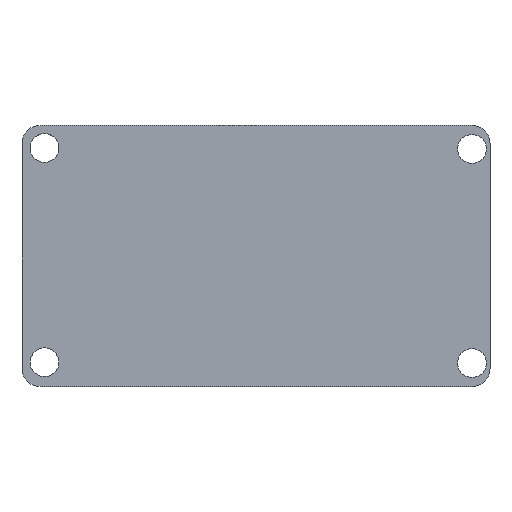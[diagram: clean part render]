
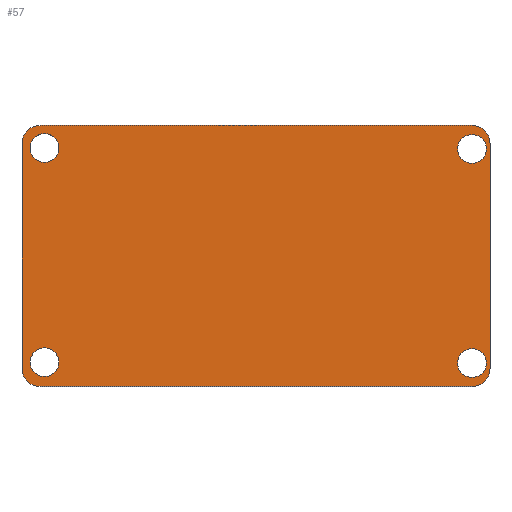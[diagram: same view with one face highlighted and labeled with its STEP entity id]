
A CAD part, top view. The second image highlights one B-rep face of the part: STEP entity #57.
In plain terms, the highlighted planar face has unit normal (0, 0, 1).
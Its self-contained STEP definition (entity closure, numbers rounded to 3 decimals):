
#21 = EDGE_CURVE('',#22,#24,#26,.T.);
#22 = VERTEX_POINT('',#23);
#23 = CARTESIAN_POINT('',(-6.5,-12.5,4.6));
#24 = VERTEX_POINT('',#25);
#25 = CARTESIAN_POINT('',(-6.5,12.5,4.6));
#26 = LINE('',#27,#28);
#27 = CARTESIAN_POINT('',(-6.5,-14.5,4.6));
#28 = VECTOR('',#29,1.);
#29 = DIRECTION('',(0.,1.,0.));
#57 = ADVANCED_FACE('',(#58,#119,#130,#141,#152),#163,.T.);
#58 = FACE_BOUND('',#59,.T.);
#59 = EDGE_LOOP('',(#60,#61,#70,#78,#87,#95,#104,#112));
#60 = ORIENTED_EDGE('',*,*,#21,.F.);
#61 = ORIENTED_EDGE('',*,*,#62,.T.);
#62 = EDGE_CURVE('',#22,#63,#65,.T.);
#63 = VERTEX_POINT('',#64);
#64 = CARTESIAN_POINT('',(-4.5,-14.5,4.6));
#65 = CIRCLE('',#66,2.);
#66 = AXIS2_PLACEMENT_3D('',#67,#68,#69);
#67 = CARTESIAN_POINT('',(-4.5,-12.5,4.6));
#68 = DIRECTION('',(-0.,0.,1.));
#69 = DIRECTION('',(0.,-1.,0.));
#70 = ORIENTED_EDGE('',*,*,#71,.T.);
#71 = EDGE_CURVE('',#63,#72,#74,.T.);
#72 = VERTEX_POINT('',#73);
#73 = CARTESIAN_POINT('',(43.5,-14.5,4.6));
#74 = LINE('',#75,#76);
#75 = CARTESIAN_POINT('',(-6.5,-14.5,4.6));
#76 = VECTOR('',#77,1.);
#77 = DIRECTION('',(1.,0.,0.));
#78 = ORIENTED_EDGE('',*,*,#79,.T.);
#79 = EDGE_CURVE('',#72,#80,#82,.T.);
#80 = VERTEX_POINT('',#81);
#81 = CARTESIAN_POINT('',(45.5,-12.5,4.6));
#82 = CIRCLE('',#83,2.);
#83 = AXIS2_PLACEMENT_3D('',#84,#85,#86);
#84 = CARTESIAN_POINT('',(43.5,-12.5,4.6));
#85 = DIRECTION('',(-0.,0.,1.));
#86 = DIRECTION('',(0.,-1.,0.));
#87 = ORIENTED_EDGE('',*,*,#88,.T.);
#88 = EDGE_CURVE('',#80,#89,#91,.T.);
#89 = VERTEX_POINT('',#90);
#90 = CARTESIAN_POINT('',(45.5,12.5,4.6));
#91 = LINE('',#92,#93);
#92 = CARTESIAN_POINT('',(45.5,-14.5,4.6));
#93 = VECTOR('',#94,1.);
#94 = DIRECTION('',(0.,1.,0.));
#95 = ORIENTED_EDGE('',*,*,#96,.F.);
#96 = EDGE_CURVE('',#97,#89,#99,.T.);
#97 = VERTEX_POINT('',#98);
#98 = CARTESIAN_POINT('',(43.5,14.5,4.6));
#99 = CIRCLE('',#100,2.);
#100 = AXIS2_PLACEMENT_3D('',#101,#102,#103);
#101 = CARTESIAN_POINT('',(43.5,12.5,4.6));
#102 = DIRECTION('',(-0.,-0.,-1.));
#103 = DIRECTION('',(0.,-1.,0.));
#104 = ORIENTED_EDGE('',*,*,#105,.F.);
#105 = EDGE_CURVE('',#106,#97,#108,.T.);
#106 = VERTEX_POINT('',#107);
#107 = CARTESIAN_POINT('',(-4.5,14.5,4.6));
#108 = LINE('',#109,#110);
#109 = CARTESIAN_POINT('',(-6.5,14.5,4.6));
#110 = VECTOR('',#111,1.);
#111 = DIRECTION('',(1.,0.,0.));
#112 = ORIENTED_EDGE('',*,*,#113,.F.);
#113 = EDGE_CURVE('',#24,#106,#114,.T.);
#114 = CIRCLE('',#115,2.);
#115 = AXIS2_PLACEMENT_3D('',#116,#117,#118);
#116 = CARTESIAN_POINT('',(-4.5,12.5,4.6));
#117 = DIRECTION('',(-0.,-0.,-1.));
#118 = DIRECTION('',(0.,-1.,0.));
#119 = FACE_BOUND('',#120,.T.);
#120 = EDGE_LOOP('',(#121));
#121 = ORIENTED_EDGE('',*,*,#122,.F.);
#122 = EDGE_CURVE('',#123,#123,#125,.T.);
#123 = VERTEX_POINT('',#124);
#124 = CARTESIAN_POINT('',(45.1,-11.9,4.6));
#125 = CIRCLE('',#126,1.6);
#126 = AXIS2_PLACEMENT_3D('',#127,#128,#129);
#127 = CARTESIAN_POINT('',(43.5,-11.9,4.6));
#128 = DIRECTION('',(0.,0.,1.));
#129 = DIRECTION('',(1.,0.,0.));
#130 = FACE_BOUND('',#131,.T.);
#131 = EDGE_LOOP('',(#132));
#132 = ORIENTED_EDGE('',*,*,#133,.F.);
#133 = EDGE_CURVE('',#134,#134,#136,.T.);
#134 = VERTEX_POINT('',#135);
#135 = CARTESIAN_POINT('',(45.1,11.9,4.6));
#136 = CIRCLE('',#137,1.6);
#137 = AXIS2_PLACEMENT_3D('',#138,#139,#140);
#138 = CARTESIAN_POINT('',(43.5,11.9,4.6));
#139 = DIRECTION('',(0.,0.,1.));
#140 = DIRECTION('',(1.,0.,0.));
#141 = FACE_BOUND('',#142,.T.);
#142 = EDGE_LOOP('',(#143));
#143 = ORIENTED_EDGE('',*,*,#144,.F.);
#144 = EDGE_CURVE('',#145,#145,#147,.T.);
#145 = VERTEX_POINT('',#146);
#146 = CARTESIAN_POINT('',(-2.4,12.,4.6));
#147 = CIRCLE('',#148,1.6);
#148 = AXIS2_PLACEMENT_3D('',#149,#150,#151);
#149 = CARTESIAN_POINT('',(-4.,12.,4.6));
#150 = DIRECTION('',(0.,0.,1.));
#151 = DIRECTION('',(1.,0.,0.));
#152 = FACE_BOUND('',#153,.T.);
#153 = EDGE_LOOP('',(#154));
#154 = ORIENTED_EDGE('',*,*,#155,.F.);
#155 = EDGE_CURVE('',#156,#156,#158,.T.);
#156 = VERTEX_POINT('',#157);
#157 = CARTESIAN_POINT('',(-2.4,-11.8,4.6));
#158 = CIRCLE('',#159,1.6);
#159 = AXIS2_PLACEMENT_3D('',#160,#161,#162);
#160 = CARTESIAN_POINT('',(-4.,-11.8,4.6));
#161 = DIRECTION('',(0.,0.,1.));
#162 = DIRECTION('',(1.,0.,0.));
#163 = PLANE('',#164);
#164 = AXIS2_PLACEMENT_3D('',#165,#166,#167);
#165 = CARTESIAN_POINT('',(-6.5,-14.5,4.6));
#166 = DIRECTION('',(0.,0.,1.));
#167 = DIRECTION('',(1.,0.,0.));
